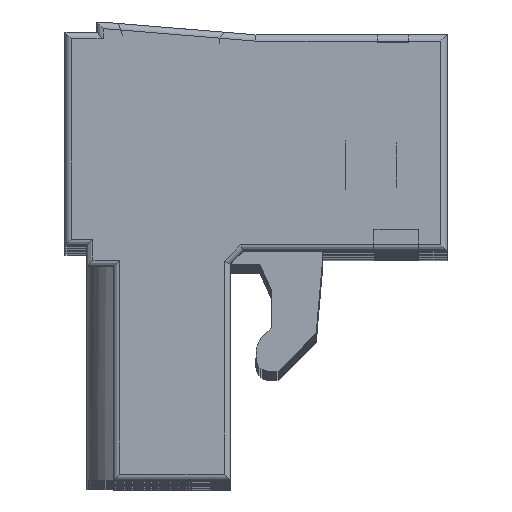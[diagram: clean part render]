
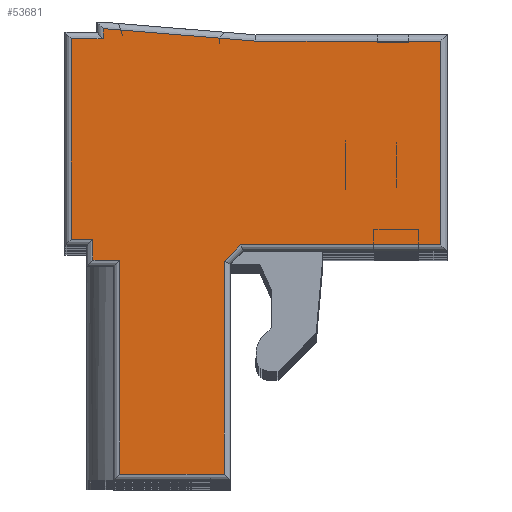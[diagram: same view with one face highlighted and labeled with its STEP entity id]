
A CAD part, top view. The second image highlights one B-rep face of the part: STEP entity #53681.
In plain terms, the highlighted planar face has unit normal (0, 0, 1).
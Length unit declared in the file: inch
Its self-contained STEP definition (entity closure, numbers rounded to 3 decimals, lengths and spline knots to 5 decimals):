
#364 = VERTEX_POINT ( 'NONE', #60930 ) ;
#622 = LINE ( 'NONE', #39967, #75469 ) ;
#855 = VERTEX_POINT ( 'NONE', #27977 ) ;
#878 = ORIENTED_EDGE ( 'NONE', *, *, #10672, .T. ) ;
#1541 = CARTESIAN_POINT ( 'NONE',  ( -0.5315, 0.14847, 0.33772 ) ) ;
#3800 = CARTESIAN_POINT ( 'NONE',  ( -0.59055, -0.54015, 0.33772 ) ) ;
#5374 = CARTESIAN_POINT ( 'NONE',  ( -0.28255, -0.14933, 0.33772 ) ) ;
#5536 = ORIENTED_EDGE ( 'NONE', *, *, #7711, .T. ) ;
#6065 = VERTEX_POINT ( 'NONE', #7164 ) ;
#6073 = EDGE_LOOP ( 'NONE', ( #67125, #42311, #41420, #48954, #29528, #5536, #79725, #22179, #32415, #62014, #878, #34619, #70846, #60451 ) ) ;
#6399 = DIRECTION ( 'NONE',  ( 0., -1., 0. ) ) ;
#6521 = LINE ( 'NONE', #66423, #77336 ) ;
#6885 = EDGE_CURVE ( 'NONE', #68798, #21887, #21788, .T. ) ;
#7147 = EDGE_CURVE ( 'NONE', #21887, #6065, #40702, .T. ) ;
#7164 = CARTESIAN_POINT ( 'NONE',  ( -0.00984, -0.18582, 0.33772 ) ) ;
#7711 = EDGE_CURVE ( 'NONE', #57129, #59044, #6521, .T. ) ;
#8079 = LINE ( 'NONE', #34068, #71823 ) ;
#8444 = EDGE_CURVE ( 'NONE', #22145, #41442, #48111, .T. ) ;
#9392 = DIRECTION ( 'NONE',  ( 1., 0., 0. ) ) ;
#10672 = EDGE_CURVE ( 'NONE', #6065, #54465, #622, .T. ) ;
#11044 = DIRECTION ( 'NONE',  ( 1., 0., 0. ) ) ;
#11488 = CARTESIAN_POINT ( 'NONE',  ( -0.5315, 0.15867, 0.33772 ) ) ;
#13876 = VECTOR ( 'NONE', #24336, 39.37008 ) ;
#15102 = DIRECTION ( 'NONE',  ( -1., 0., 0. ) ) ;
#15679 = VECTOR ( 'NONE', #9392, 39.37008 ) ;
#16766 = VERTEX_POINT ( 'NONE', #25730 ) ;
#17296 = CARTESIAN_POINT ( 'NONE',  ( -0.58071, -0.17716, 0.33772 ) ) ;
#18504 = CARTESIAN_POINT ( 'NONE',  ( -0.59055, 0.15867, 0.33772 ) ) ;
#19682 = EDGE_CURVE ( 'NONE', #72293, #855, #54046, .T. ) ;
#21788 = LINE ( 'NONE', #5374, #46696 ) ;
#21887 = VERTEX_POINT ( 'NONE', #43747 ) ;
#22145 = VERTEX_POINT ( 'NONE', #39210 ) ;
#22179 = ORIENTED_EDGE ( 'NONE', *, *, #56355, .T. ) ;
#22680 = LINE ( 'NONE', #3800, #15679 ) ;
#22738 = DIRECTION ( 'NONE',  ( -0.997, 0.082, 0. ) ) ;
#24336 = DIRECTION ( 'NONE',  ( 0., -1., 0. ) ) ;
#25730 = CARTESIAN_POINT ( 'NONE',  ( -0.34449, -0.54015, 0.33772 ) ) ;
#26269 = CARTESIAN_POINT ( 'NONE',  ( -0.59055, 0.12914, 0.33772 ) ) ;
#26310 = CARTESIAN_POINT ( 'NONE',  ( -0.59055, -0.18582, 0.33772 ) ) ;
#26525 = CARTESIAN_POINT ( 'NONE',  ( -0.34449, -0.21127, 0.33772 ) ) ;
#26802 = CARTESIAN_POINT ( 'NONE',  ( -0.58071, 0.13308, 0.33772 ) ) ;
#26844 = LINE ( 'NONE', #75833, #75662 ) ;
#26994 = DIRECTION ( 'NONE',  ( 0., -1., 0. ) ) ;
#27977 = CARTESIAN_POINT ( 'NONE',  ( -0.54724, -0.17716, 0.33772 ) ) ;
#29528 = ORIENTED_EDGE ( 'NONE', *, *, #62584, .T. ) ;
#30959 = CARTESIAN_POINT ( 'NONE',  ( -0.34449, 0.15867, 0.33772 ) ) ;
#32415 = ORIENTED_EDGE ( 'NONE', *, *, #6885, .T. ) ;
#33017 = FACE_OUTER_BOUND ( 'NONE', #6073, .T. ) ;
#33096 = VECTOR ( 'NONE', #11044, 39.37008 ) ;
#33590 = CARTESIAN_POINT ( 'NONE',  ( -0.58071, 0.15867, 0.33772 ) ) ;
#33595 = DIRECTION ( 'NONE',  ( 0., 1., 0. ) ) ;
#34068 = CARTESIAN_POINT ( 'NONE',  ( -0.59055, 0.13308, 0.33772 ) ) ;
#34409 = EDGE_CURVE ( 'NONE', #54465, #22145, #42698, .T. ) ;
#34619 = ORIENTED_EDGE ( 'NONE', *, *, #34409, .T. ) ;
#35396 = VECTOR ( 'NONE', #41915, 39.37008 ) ;
#36231 = CARTESIAN_POINT ( 'NONE',  ( -0.5315, 0.13308, 0.33772 ) ) ;
#37938 = DIRECTION ( 'NONE',  ( -1., 0., 0. ) ) ;
#38008 = PLANE ( 'NONE',  #53234 ) ;
#39210 = CARTESIAN_POINT ( 'NONE',  ( -0.29568, 0.12914, 0.33772 ) ) ;
#39739 = CARTESIAN_POINT ( 'NONE',  ( -0.50591, -0.20944, 0.33772 ) ) ;
#39967 = CARTESIAN_POINT ( 'NONE',  ( -0.00984, 0.15867, 0.33772 ) ) ;
#40702 = LINE ( 'NONE', #26310, #55701 ) ;
#41420 = ORIENTED_EDGE ( 'NONE', *, *, #19682, .T. ) ;
#41442 = VERTEX_POINT ( 'NONE', #1541 ) ;
#41915 = DIRECTION ( 'NONE',  ( 1., 0., 0. ) ) ;
#42311 = ORIENTED_EDGE ( 'NONE', *, *, #80404, .T. ) ;
#42332 = CARTESIAN_POINT ( 'NONE',  ( -0.00984, 0.12914, 0.33772 ) ) ;
#42698 = LINE ( 'NONE', #26269, #58633 ) ;
#43747 = CARTESIAN_POINT ( 'NONE',  ( -0.31904, -0.18582, 0.33772 ) ) ;
#45372 = DIRECTION ( 'NONE',  ( 0., 1., 0. ) ) ;
#45753 = DIRECTION ( 'NONE',  ( 1., 0., 0. ) ) ;
#46696 = VECTOR ( 'NONE', #81550, 39.37008 ) ;
#47399 = LINE ( 'NONE', #52591, #35396 ) ;
#47637 = VECTOR ( 'NONE', #26994, 39.37008 ) ;
#47979 = EDGE_CURVE ( 'NONE', #855, #364, #26844, .T. ) ;
#48111 = LINE ( 'NONE', #67037, #73092 ) ;
#48954 = ORIENTED_EDGE ( 'NONE', *, *, #47979, .T. ) ;
#49208 = CARTESIAN_POINT ( 'NONE',  ( -0.50591, -0.54015, 0.33772 ) ) ;
#49872 = VERTEX_POINT ( 'NONE', #26802 ) ;
#50131 = EDGE_CURVE ( 'NONE', #59044, #16766, #22680, .T. ) ;
#52591 = CARTESIAN_POINT ( 'NONE',  ( -0.59055, -0.20944, 0.33772 ) ) ;
#53234 = AXIS2_PLACEMENT_3D ( 'NONE', #18504, #63118, #69544 ) ;
#53681 = ADVANCED_FACE ( 'NONE', ( #33017 ), #38008, .F. ) ;
#53961 = EDGE_CURVE ( 'NONE', #79534, #49872, #8079, .T. ) ;
#54046 = LINE ( 'NONE', #62041, #33096 ) ;
#54465 = VERTEX_POINT ( 'NONE', #42332 ) ;
#54487 = LINE ( 'NONE', #30959, #56496 ) ;
#55701 = VECTOR ( 'NONE', #45753, 39.37008 ) ;
#56355 = EDGE_CURVE ( 'NONE', #16766, #68798, #54487, .T. ) ;
#56496 = VECTOR ( 'NONE', #45372, 39.37008 ) ;
#57129 = VERTEX_POINT ( 'NONE', #39739 ) ;
#57988 = EDGE_CURVE ( 'NONE', #41442, #79534, #81795, .T. ) ;
#58633 = VECTOR ( 'NONE', #37938, 39.37008 ) ;
#59044 = VERTEX_POINT ( 'NONE', #49208 ) ;
#60451 = ORIENTED_EDGE ( 'NONE', *, *, #57988, .T. ) ;
#60930 = CARTESIAN_POINT ( 'NONE',  ( -0.54724, -0.20944, 0.33772 ) ) ;
#62014 = ORIENTED_EDGE ( 'NONE', *, *, #7147, .T. ) ;
#62041 = CARTESIAN_POINT ( 'NONE',  ( -0.59055, -0.17716, 0.33772 ) ) ;
#62584 = EDGE_CURVE ( 'NONE', #364, #57129, #47399, .T. ) ;
#63118 = DIRECTION ( 'NONE',  ( 0., 0., -1. ) ) ;
#64623 = LINE ( 'NONE', #33590, #47637 ) ;
#66423 = CARTESIAN_POINT ( 'NONE',  ( -0.50591, 0.15867, 0.33772 ) ) ;
#67037 = CARTESIAN_POINT ( 'NONE',  ( -0.59099, 0.15335, 0.33772 ) ) ;
#67125 = ORIENTED_EDGE ( 'NONE', *, *, #53961, .T. ) ;
#68798 = VERTEX_POINT ( 'NONE', #26525 ) ;
#69544 = DIRECTION ( 'NONE',  ( 0., 1., 0. ) ) ;
#70846 = ORIENTED_EDGE ( 'NONE', *, *, #8444, .T. ) ;
#71823 = VECTOR ( 'NONE', #15102, 39.37008 ) ;
#72293 = VERTEX_POINT ( 'NONE', #17296 ) ;
#72593 = DIRECTION ( 'NONE',  ( 0., -1., 0. ) ) ;
#73092 = VECTOR ( 'NONE', #22738, 39.37008 ) ;
#75469 = VECTOR ( 'NONE', #33595, 39.37008 ) ;
#75662 = VECTOR ( 'NONE', #6399, 39.37008 ) ;
#75833 = CARTESIAN_POINT ( 'NONE',  ( -0.54724, 0.15867, 0.33772 ) ) ;
#77336 = VECTOR ( 'NONE', #72593, 39.37008 ) ;
#79534 = VERTEX_POINT ( 'NONE', #36231 ) ;
#79725 = ORIENTED_EDGE ( 'NONE', *, *, #50131, .T. ) ;
#80404 = EDGE_CURVE ( 'NONE', #49872, #72293, #64623, .T. ) ;
#81550 = DIRECTION ( 'NONE',  ( 0.707, 0.707, 0. ) ) ;
#81795 = LINE ( 'NONE', #11488, #13876 ) ;
